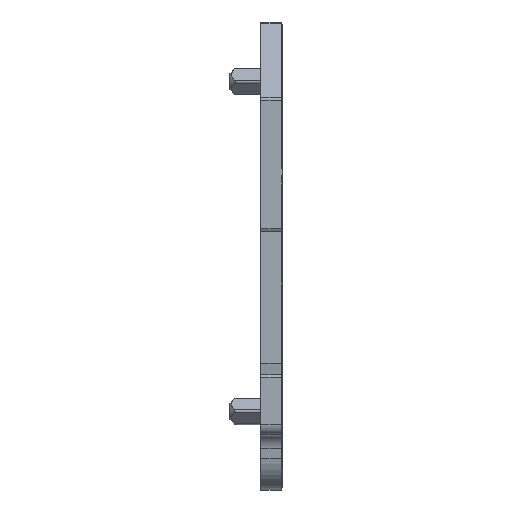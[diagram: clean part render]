
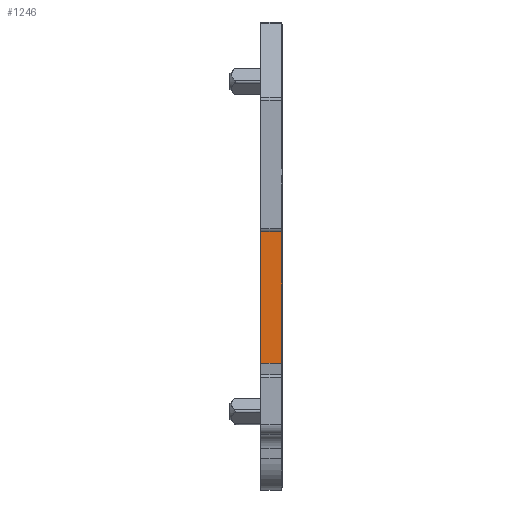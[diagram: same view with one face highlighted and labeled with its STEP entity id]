
A CAD part, front view. The second image highlights one B-rep face of the part: STEP entity #1246.
In plain terms, the highlighted planar face has unit normal (0, -1, 0).
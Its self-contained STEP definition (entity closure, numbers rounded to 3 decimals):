
#1226=AXIS2_PLACEMENT_3D('Plane Axis2P3D',#1223,#1224,#1225) ;
#468=CARTESIAN_POINT('Vertex',(3.,11.638,12.4)) ;
#471=CARTESIAN_POINT('Line Origine',(3.,11.638,18.825)) ;
#475=CARTESIAN_POINT('Vertex',(3.,11.638,25.25)) ;
#1204=CARTESIAN_POINT('Line Origine',(4.025,11.638,25.25)) ;
#1208=CARTESIAN_POINT('Vertex',(5.05,11.638,25.25)) ;
#1223=CARTESIAN_POINT('Axis2P3D Location',(3.,11.638,25.25)) ;
#1228=CARTESIAN_POINT('Line Origine',(4.025,11.638,12.4)) ;
#1232=CARTESIAN_POINT('Vertex',(5.05,11.638,12.4)) ;
#1235=CARTESIAN_POINT('Line Origine',(5.05,11.638,18.825)) ;
#472=DIRECTION('Vector Direction',(0.,0.,-1.)) ;
#1205=DIRECTION('Vector Direction',(1.,0.,0.)) ;
#1224=DIRECTION('Axis2P3D Direction',(0.,-1.,0.)) ;
#1225=DIRECTION('Axis2P3D XDirection',(0.,0.,-1.)) ;
#1229=DIRECTION('Vector Direction',(1.,0.,0.)) ;
#1236=DIRECTION('Vector Direction',(0.,0.,-1.)) ;
#473=VECTOR('Line Direction',#472,1.) ;
#1206=VECTOR('Line Direction',#1205,1.) ;
#1230=VECTOR('Line Direction',#1229,1.) ;
#1237=VECTOR('Line Direction',#1236,1.) ;
#1241=ORIENTED_EDGE('',*,*,#477,.T.) ;
#1242=ORIENTED_EDGE('',*,*,#1234,.T.) ;
#1243=ORIENTED_EDGE('',*,*,#1239,.F.) ;
#1244=ORIENTED_EDGE('',*,*,#1210,.F.) ;
#1246=ADVANCED_FACE('AEP_ITB_16_BB_NDT_BL_PLM001785',(#1245),#1227,.T.) ;
#477=EDGE_CURVE('',#476,#469,#474,.T.) ;
#1210=EDGE_CURVE('',#476,#1209,#1207,.T.) ;
#1234=EDGE_CURVE('',#469,#1233,#1231,.T.) ;
#1239=EDGE_CURVE('',#1209,#1233,#1238,.T.) ;
#1240=EDGE_LOOP('',(#1241,#1242,#1243,#1244)) ;
#1245=FACE_OUTER_BOUND('',#1240,.T.) ;
#474=LINE('Line',#471,#473) ;
#1207=LINE('Line',#1204,#1206) ;
#1231=LINE('Line',#1228,#1230) ;
#1238=LINE('Line',#1235,#1237) ;
#1227=PLANE('',#1226) ;
#469=VERTEX_POINT('',#468) ;
#476=VERTEX_POINT('',#475) ;
#1209=VERTEX_POINT('',#1208) ;
#1233=VERTEX_POINT('',#1232) ;
